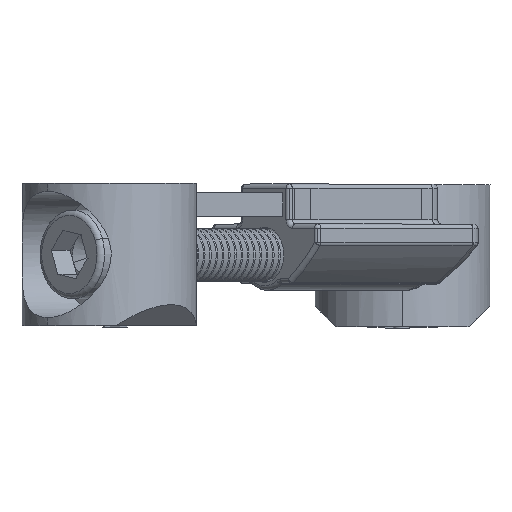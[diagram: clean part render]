
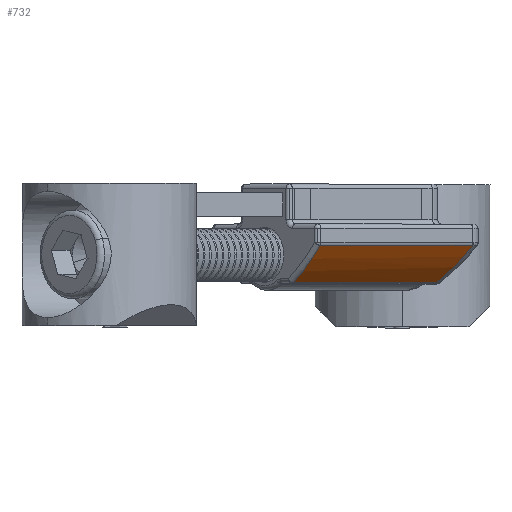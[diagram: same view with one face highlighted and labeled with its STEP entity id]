
A CAD part, top view. The second image highlights one B-rep face of the part: STEP entity #732.
In plain terms, the highlighted cylindrical face has radius 24.5 mm (diameter 49 mm), a partial arc.
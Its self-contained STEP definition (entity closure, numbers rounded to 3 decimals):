
#732=ADVANCED_FACE('NONE',(#1956),#1957,.T.);
#1956=FACE_OUTER_BOUND('',#3703,.T.);
#1957=CYLINDRICAL_SURFACE('',#3704,24.5);
#3703=EDGE_LOOP('',(#6539,#6540,#6541,#6542,#6543));
#3704=AXIS2_PLACEMENT_3D('',#6544,#6545,#6546);
#6539=ORIENTED_EDGE('',*,*,#11362,.T.);
#6540=ORIENTED_EDGE('',*,*,#11363,.T.);
#6541=ORIENTED_EDGE('',*,*,#11364,.T.);
#6542=ORIENTED_EDGE('',*,*,#11365,.T.);
#6543=ORIENTED_EDGE('',*,*,#11366,.T.);
#6544=CARTESIAN_POINT('',(7.668,9.096,-22.954));
#6545=DIRECTION('',(0.707,0.,-0.707));
#6546=DIRECTION('',(0.707,0.0,0.707));
#11362=EDGE_CURVE('NONE',#13529,#13530,#13531,.T.);
#11363=EDGE_CURVE('NONE',#13530,#13532,#13533,.T.);
#11364=EDGE_CURVE('NONE',#13532,#13534,#13535,.T.);
#11365=EDGE_CURVE('NONE',#13534,#13536,#13537,.T.);
#11366=EDGE_CURVE('NONE',#13536,#13529,#13538,.T.);
#13529=VERTEX_POINT('NONE',#16625);
#13530=VERTEX_POINT('NONE',#16626);
#13531=LINE('',#16627,#16628);
#13532=VERTEX_POINT('NONE',#16629);
#13533=CIRCLE('',#16630,24.5);
#13534=VERTEX_POINT('NONE',#16631);
#13535=LINE('',#16632,#16633);
#13536=VERTEX_POINT('NONE',#16634);
#13537=(B_SPLINE_CURVE(3,(#16636,#16637,#16638,#16639),.UNSPECIFIED.,.F.,.F.)B_SPLINE_CURVE_WITH_KNOTS((4,4),(2.227,2.471),.UNSPECIFIED.)RATIONAL_B_SPLINE_CURVE((1.0,0.995,0.995,1.0))BOUNDED_CURVE()REPRESENTATION_ITEM('')GEOMETRIC_REPRESENTATION_ITEM()CURVE());
#13538=B_SPLINE_CURVE_WITH_KNOTS('',3,(#16646,#16647,#16648,#16649),.UNSPECIFIED.,.F.,.F.,(4,4),(0.0,0.),.UNSPECIFIED.);
#16625=CARTESIAN_POINT('',(7.838,-6.121,4.03));
#16626=CARTESIAN_POINT('',(-9.269,-6.121,21.137));
#16627=CARTESIAN_POINT('',(21.245,-6.121,-9.377));
#16628=VECTOR('',#20748,1000.0);
#16629=CARTESIAN_POINT('',(-12.278,-10.318,18.127));
#16630=AXIS2_PLACEMENT_3D('',#20749,#20750,#20751);
#16631=CARTESIAN_POINT('',(3.778,-10.318,2.07));
#16632=CARTESIAN_POINT('',(18.235,-10.318,-12.387));
#16633=VECTOR('',#20752,1000.0);
#16634=CARTESIAN_POINT('',(7.927,-6.129,3.932));
#16636=CARTESIAN_POINT('',(3.778,-10.318,2.07));
#16637=CARTESIAN_POINT('',(5.325,-9.098,2.764));
#16638=CARTESIAN_POINT('',(6.714,-7.695,3.388));
#16639=CARTESIAN_POINT('',(7.927,-6.129,3.932));
#16646=CARTESIAN_POINT('',(7.927,-6.129,3.932));
#16647=CARTESIAN_POINT('',(7.899,-6.124,3.966));
#16648=CARTESIAN_POINT('',(7.869,-6.121,3.999));
#16649=CARTESIAN_POINT('',(7.838,-6.121,4.03));
#20748=DIRECTION('',(-0.707,0.,0.707));
#20749=CARTESIAN_POINT('',(-22.846,9.096,7.56));
#20750=DIRECTION('',(0.707,0.,-0.707));
#20751=DIRECTION('',(-0.707,0.0,-0.707));
#20752=DIRECTION('',(0.707,0.,-0.707));
